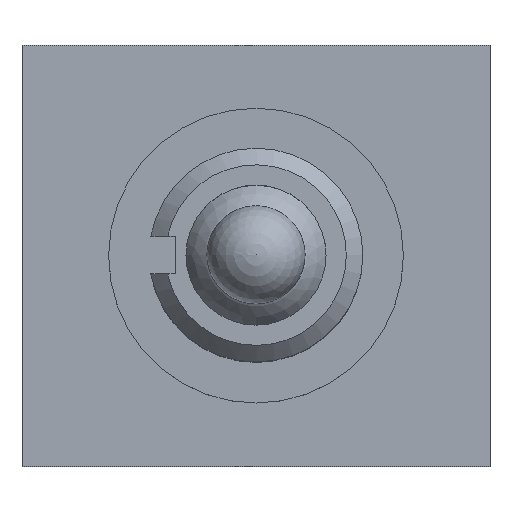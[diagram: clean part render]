
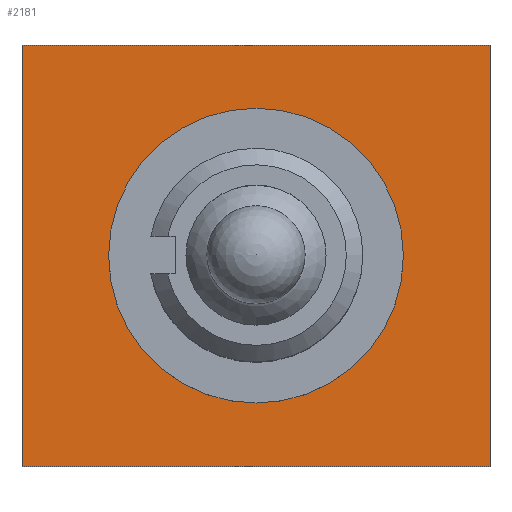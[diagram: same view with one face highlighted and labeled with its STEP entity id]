
A CAD part, top view. The second image highlights one B-rep face of the part: STEP entity #2181.
In plain terms, the highlighted planar face has unit normal (0, 0, 1).
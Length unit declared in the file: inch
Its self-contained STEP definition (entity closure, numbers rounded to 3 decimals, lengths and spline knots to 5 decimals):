
#134=FACE_BOUND('',#781,.T.);
#143=PLANE('',#2328);
#224=LINE('',#2960,#430);
#225=LINE('',#2962,#431);
#226=LINE('',#2964,#432);
#227=LINE('',#2965,#433);
#430=VECTOR('',#2480,0.3937);
#431=VECTOR('',#2481,0.3937);
#432=VECTOR('',#2482,0.3937);
#433=VECTOR('',#2483,0.3937);
#658=FACE_OUTER_BOUND('',#780,.T.);
#780=EDGE_LOOP('',(#1510,#1511,#1512,#1513));
#781=EDGE_LOOP('',(#1514));
#907=CIRCLE('',#2329,0.15748);
#941=VERTEX_POINT('',#2958);
#942=VERTEX_POINT('',#2959);
#943=VERTEX_POINT('',#2961);
#944=VERTEX_POINT('',#2963);
#945=VERTEX_POINT('',#2966);
#1168=EDGE_CURVE('',#941,#942,#224,.T.);
#1169=EDGE_CURVE('',#943,#941,#225,.T.);
#1170=EDGE_CURVE('',#944,#943,#226,.T.);
#1171=EDGE_CURVE('',#942,#944,#227,.T.);
#1172=EDGE_CURVE('',#945,#945,#907,.T.);
#1510=ORIENTED_EDGE('',*,*,#1168,.F.);
#1511=ORIENTED_EDGE('',*,*,#1169,.F.);
#1512=ORIENTED_EDGE('',*,*,#1170,.F.);
#1513=ORIENTED_EDGE('',*,*,#1171,.F.);
#1514=ORIENTED_EDGE('',*,*,#1172,.T.);
#2181=ADVANCED_FACE('',(#658,#134),#143,.T.);
#2328=AXIS2_PLACEMENT_3D('',#2957,#2478,#2479);
#2329=AXIS2_PLACEMENT_3D('',#2967,#2484,#2485);
#2478=DIRECTION('center_axis',(0.,0.,1.));
#2479=DIRECTION('ref_axis',(1.,0.,0.));
#2480=DIRECTION('',(0.,-1.,0.));
#2481=DIRECTION('',(1.,0.,0.));
#2482=DIRECTION('',(0.,1.,0.));
#2483=DIRECTION('',(-1.,0.,0.));
#2484=DIRECTION('center_axis',(0.,0.,-1.));
#2485=DIRECTION('ref_axis',(1.,0.,0.));
#2957=CARTESIAN_POINT('Origin',(0.,0.,
0.41024));
#2958=CARTESIAN_POINT('',(0.25,0.225,0.41024));
#2959=CARTESIAN_POINT('',(0.25,-0.225,0.41024));
#2960=CARTESIAN_POINT('',(0.25,0.225,0.41024));
#2961=CARTESIAN_POINT('',(-0.25,0.225,0.41024));
#2962=CARTESIAN_POINT('',(-0.25,0.225,0.41024));
#2963=CARTESIAN_POINT('',(-0.25,-0.225,0.41024));
#2964=CARTESIAN_POINT('',(-0.25,-0.225,0.41024));
#2965=CARTESIAN_POINT('',(0.25,-0.225,0.41024));
#2966=CARTESIAN_POINT('',(-0.15748,0.,0.41024));
#2967=CARTESIAN_POINT('Origin',(0.,0.,0.41024));
